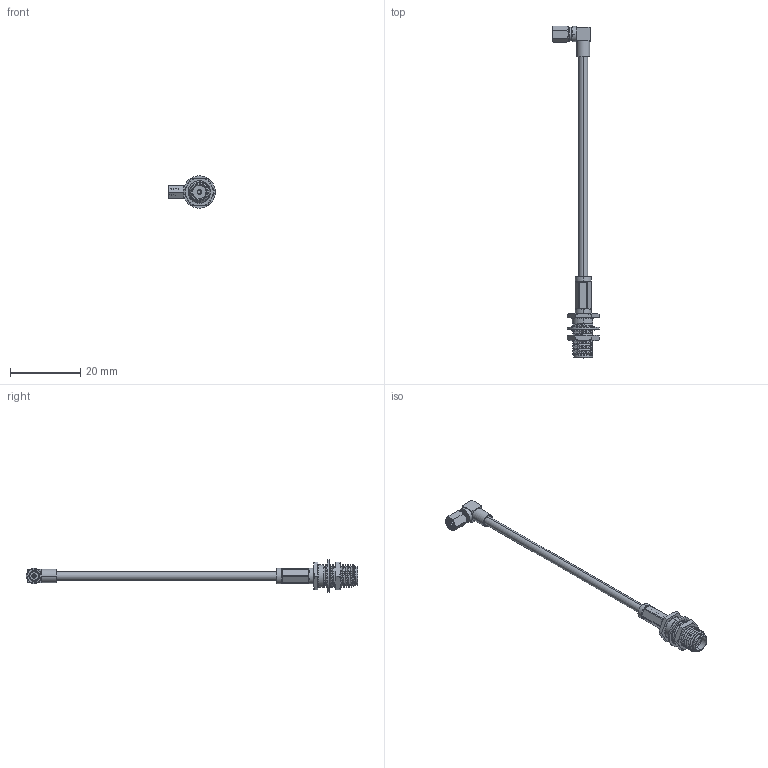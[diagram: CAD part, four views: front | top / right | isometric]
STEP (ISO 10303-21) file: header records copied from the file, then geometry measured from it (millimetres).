
FILE_DESCRIPTION (( 'STEP AP214' ), '1' );
FILE_NAME ('PE3C4412.step', '2020-04-20T18:14:46', ( '' ), ( '' ), 'SwSTEP 2.0', 'SolidWorks 2018', '' );
FILE_SCHEMA (( 'AUTOMOTIVE_DESIGN' ));
Length unit declared in the file: millimetre
Products named in the file (7): PE45382/FMCN1267(Ticket #1329)___; PE4427; PE3C4412; Copy of PE4425^PE4427; Copy of .250 Washer^PE4427; RG316-PROD_SP17516 3" LONG; Copy of .250 Nut^PE4427
Assembly tree (6 placements, depth 3):
  PE3C4412
    RG316-PROD_SP17516 3" LONG
    PE45382/FMCN1267(Ticket #1329)___
    PE4427
      Copy of PE4425^PE4427
      Copy of .250 Nut^PE4427
      Copy of .250 Washer^PE4427
Bounding box: 13.29 x 94.44 x 9.11 mm (x, y, z)
Volume: 972.1 mm3; surface area: 2198.2 mm2
Topology: 8 solids, 8 shells, 3568 faces, 7495 edges, 3969 vertices
Faces by surface type: bspline 2648, cylinder 761, plane 99, cone 53, torus 7
Entity records: 167309 total; most frequent: CARTESIAN_POINT 120389, ORIENTED_EDGE 14986, EDGE_CURVE 7493, VERTEX_POINT 3969, EDGE_LOOP 3606, ADVANCED_FACE 3568, FACE_OUTER_BOUND 3568, B_SPLINE_CURVE_WITH_KNOTS 2915
